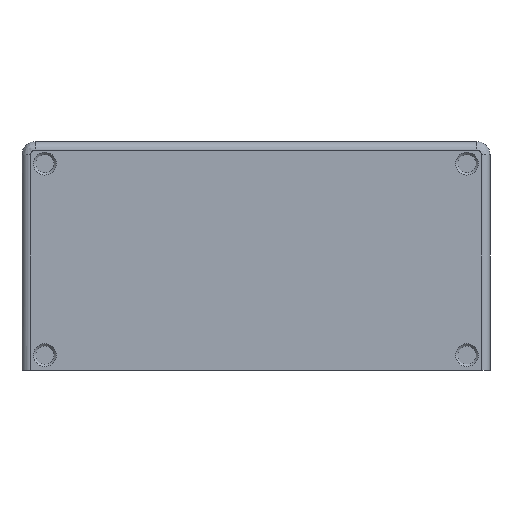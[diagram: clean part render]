
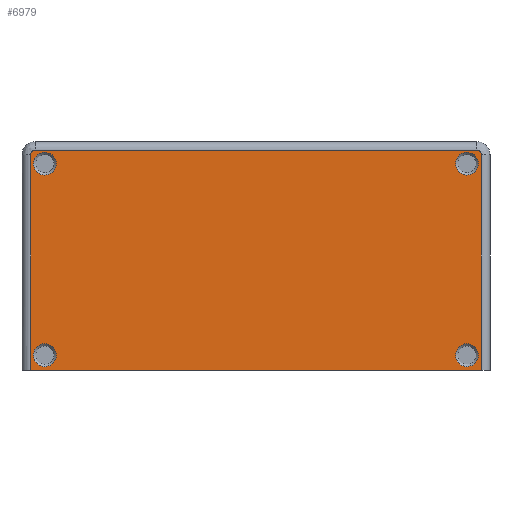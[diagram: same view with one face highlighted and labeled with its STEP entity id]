
A CAD part, front view. The second image highlights one B-rep face of the part: STEP entity #6979.
In plain terms, the highlighted planar face has unit normal (0, -1, 0).
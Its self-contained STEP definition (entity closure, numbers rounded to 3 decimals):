
#619=FACE_BOUND('',#1258,.T.);
#620=FACE_BOUND('',#1259,.T.);
#621=FACE_BOUND('',#1260,.T.);
#622=FACE_BOUND('',#1261,.T.);
#644=PLANE('',#7407);
#847=FACE_OUTER_BOUND('',#1257,.T.);
#1257=EDGE_LOOP('',(#4812,#4813,#4814,#4815,#4816,#4817));
#1258=EDGE_LOOP('',(#4818));
#1259=EDGE_LOOP('',(#4819));
#1260=EDGE_LOOP('',(#4820));
#1261=EDGE_LOOP('',(#4821));
#1692=LINE('',#8792,#2345);
#1693=LINE('',#8794,#2346);
#1694=LINE('',#8796,#2347);
#1695=LINE('',#8800,#2348);
#2345=VECTOR('',#7656,10.);
#2346=VECTOR('',#7657,10.);
#2347=VECTOR('',#7658,10.);
#2348=VECTOR('',#7661,10.);
#2997=CIRCLE('',#7405,5.25);
#2999=CIRCLE('',#7408,2.);
#3000=CIRCLE('',#7409,2.);
#3001=CIRCLE('',#7410,5.25);
#3002=CIRCLE('',#7411,5.25);
#3003=CIRCLE('',#7412,5.25);
#3025=VERTEX_POINT('',#8784);
#3027=VERTEX_POINT('',#8790);
#3028=VERTEX_POINT('',#8791);
#3029=VERTEX_POINT('',#8793);
#3030=VERTEX_POINT('',#8795);
#3031=VERTEX_POINT('',#8797);
#3032=VERTEX_POINT('',#8799);
#3033=VERTEX_POINT('',#8802);
#3034=VERTEX_POINT('',#8804);
#3035=VERTEX_POINT('',#8806);
#3727=EDGE_CURVE('',#3025,#3025,#2997,.T.);
#3730=EDGE_CURVE('',#3027,#3028,#1692,.T.);
#3731=EDGE_CURVE('',#3027,#3029,#1693,.T.);
#3732=EDGE_CURVE('',#3030,#3029,#1694,.T.);
#3733=EDGE_CURVE('',#3031,#3030,#2999,.T.);
#3734=EDGE_CURVE('',#3032,#3031,#1695,.T.);
#3735=EDGE_CURVE('',#3028,#3032,#3000,.T.);
#3736=EDGE_CURVE('',#3033,#3033,#3001,.T.);
#3737=EDGE_CURVE('',#3034,#3034,#3002,.T.);
#3738=EDGE_CURVE('',#3035,#3035,#3003,.T.);
#4812=ORIENTED_EDGE('',*,*,#3730,.F.);
#4813=ORIENTED_EDGE('',*,*,#3731,.T.);
#4814=ORIENTED_EDGE('',*,*,#3732,.F.);
#4815=ORIENTED_EDGE('',*,*,#3733,.F.);
#4816=ORIENTED_EDGE('',*,*,#3734,.F.);
#4817=ORIENTED_EDGE('',*,*,#3735,.F.);
#4818=ORIENTED_EDGE('',*,*,#3736,.F.);
#4819=ORIENTED_EDGE('',*,*,#3737,.F.);
#4820=ORIENTED_EDGE('',*,*,#3738,.F.);
#4821=ORIENTED_EDGE('',*,*,#3727,.F.);
#6979=ADVANCED_FACE('',(#847,#619,#620,#621,#622),#644,.T.);
#7405=AXIS2_PLACEMENT_3D('',#8785,#7649,#7650);
#7407=AXIS2_PLACEMENT_3D('',#8789,#7654,#7655);
#7408=AXIS2_PLACEMENT_3D('',#8798,#7659,#7660);
#7409=AXIS2_PLACEMENT_3D('',#8801,#7662,#7663);
#7410=AXIS2_PLACEMENT_3D('',#8803,#7664,#7665);
#7411=AXIS2_PLACEMENT_3D('',#8805,#7666,#7667);
#7412=AXIS2_PLACEMENT_3D('',#8807,#7668,#7669);
#7649=DIRECTION('center_axis',(0.,-1.,0.));
#7650=DIRECTION('ref_axis',(1.,0.,0.));
#7654=DIRECTION('center_axis',(0.,-1.,0.));
#7655=DIRECTION('ref_axis',(-1.,0.,0.));
#7656=DIRECTION('',(0.,0.,1.));
#7657=DIRECTION('',(1.,0.,0.));
#7658=DIRECTION('',(0.,0.,-1.));
#7659=DIRECTION('center_axis',(0.,1.,0.));
#7660=DIRECTION('ref_axis',(0.707,0.,0.707));
#7661=DIRECTION('',(1.,0.,0.));
#7662=DIRECTION('center_axis',(0.,1.,0.));
#7663=DIRECTION('ref_axis',(-0.707,0.,0.707));
#7664=DIRECTION('center_axis',(0.,-1.,0.));
#7665=DIRECTION('ref_axis',(1.,0.,0.));
#7666=DIRECTION('center_axis',(0.,-1.,0.));
#7667=DIRECTION('ref_axis',(1.,0.,0.));
#7668=DIRECTION('center_axis',(0.,-1.,0.));
#7669=DIRECTION('ref_axis',(1.,0.,0.));
#8784=CARTESIAN_POINT('',(197.05,-88.7,-73.69));
#8785=CARTESIAN_POINT('Origin',(202.3,-88.7,-73.69));
#8789=CARTESIAN_POINT('Origin',(105.35,-88.7,-28.09));
#8790=CARTESIAN_POINT('',(1.8,-88.7,-80.69));
#8791=CARTESIAN_POINT('',(1.8,-88.7,18.51));
#8792=CARTESIAN_POINT('',(1.8,-88.7,-54.39));
#8793=CARTESIAN_POINT('',(208.9,-88.7,-80.69));
#8794=CARTESIAN_POINT('',(-2.2,-88.7,-80.69));
#8795=CARTESIAN_POINT('',(208.9,-88.7,18.51));
#8796=CARTESIAN_POINT('',(208.9,-88.7,-1.79));
#8797=CARTESIAN_POINT('',(206.9,-88.7,20.51));
#8798=CARTESIAN_POINT('Origin',(206.9,-88.7,18.51));
#8799=CARTESIAN_POINT('',(3.8,-88.7,20.51));
#8800=CARTESIAN_POINT('',(51.575,-88.7,20.51));
#8801=CARTESIAN_POINT('Origin',(3.8,-88.7,18.51));
#8802=CARTESIAN_POINT('',(197.05,-88.7,14.31));
#8803=CARTESIAN_POINT('Origin',(202.3,-88.7,14.31));
#8804=CARTESIAN_POINT('',(3.05,-88.7,14.31));
#8805=CARTESIAN_POINT('Origin',(8.3,-88.7,14.31));
#8806=CARTESIAN_POINT('',(3.05,-88.7,-73.69));
#8807=CARTESIAN_POINT('Origin',(8.3,-88.7,-73.69));
